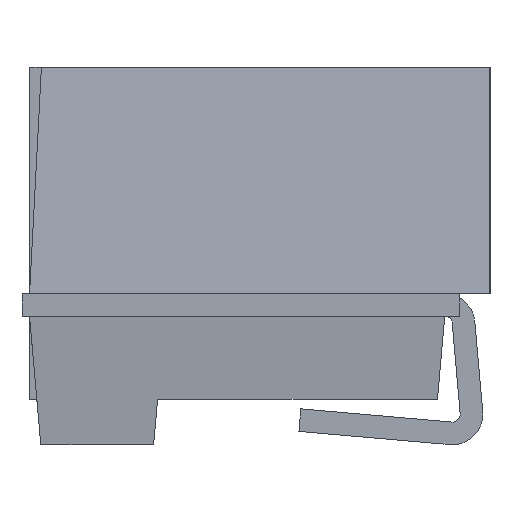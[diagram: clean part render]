
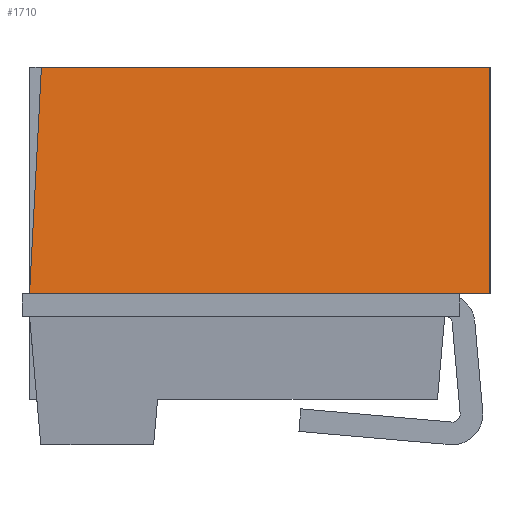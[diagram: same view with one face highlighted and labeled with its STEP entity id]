
A CAD part, left-side view. The second image highlights one B-rep face of the part: STEP entity #1710.
In plain terms, the highlighted planar face has unit normal (-0.996, 0, 0.087).
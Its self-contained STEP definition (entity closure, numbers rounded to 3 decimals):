
#148=FACE_OUTER_BOUND('',#236,.T.);
#236=EDGE_LOOP('',(#1458,#1459,#1460,#1461,#1462));
#241=LINE('',#2283,#439);
#359=LINE('',#2586,#557);
#371=LINE('',#2608,#569);
#407=LINE('',#2678,#605);
#435=LINE('',#2734,#633);
#439=VECTOR('',#1841,1.508);
#557=VECTOR('',#2133,1.506);
#569=VECTOR('',#2151,2.85);
#605=VECTOR('',#2213,2.971);
#633=VECTOR('',#2269,0.2);
#634=VERTEX_POINT('',#2276);
#637=VERTEX_POINT('',#2281);
#651=VERTEX_POINT('',#2317);
#734=VERTEX_POINT('',#2584);
#735=VERTEX_POINT('',#2585);
#781=EDGE_CURVE('',#637,#634,#241,.T.);
#931=EDGE_CURVE('',#734,#735,#359,.T.);
#943=EDGE_CURVE('',#637,#651,#371,.T.);
#979=EDGE_CURVE('',#734,#634,#407,.T.);
#1007=EDGE_CURVE('',#651,#735,#435,.T.);
#1458=ORIENTED_EDGE('',*,*,#781,.F.);
#1459=ORIENTED_EDGE('',*,*,#943,.T.);
#1460=ORIENTED_EDGE('',*,*,#1007,.T.);
#1461=ORIENTED_EDGE('',*,*,#931,.F.);
#1462=ORIENTED_EDGE('',*,*,#979,.T.);
#1538=PLANE('',#1832);
#1710=ADVANCED_FACE('',(#148),#1538,.T.);
#1832=AXIS2_PLACEMENT_3D('',#2735,#2270,#2271);
#1841=DIRECTION('',(0.087,-0.052,0.995));
#2133=DIRECTION('',(-0.087,0.,-0.996));
#2151=DIRECTION('',(0.,-1.,0.));
#2213=DIRECTION('',(0.,1.,0.));
#2269=DIRECTION('',(0.,-1.,0.));
#2270=DIRECTION('center_axis',(-0.996,0.,0.087));
#2271=DIRECTION('ref_axis',(-0.087,0.,-0.996));
#2276=CARTESIAN_POINT('',(-3.169,1.321,2.212));
#2281=CARTESIAN_POINT('',(-3.3,1.4,0.712));
#2283=CARTESIAN_POINT('',(-3.3,1.4,0.712));
#2317=CARTESIAN_POINT('',(-3.3,-1.45,0.712));
#2584=CARTESIAN_POINT('',(-3.169,-1.65,2.212));
#2585=CARTESIAN_POINT('',(-3.3,-1.65,0.712));
#2586=CARTESIAN_POINT('',(-3.3,-1.65,0.712));
#2608=CARTESIAN_POINT('',(-3.3,-1.35,0.712));
#2678=CARTESIAN_POINT('',(-3.169,-1.6,2.212));
#2734=CARTESIAN_POINT('',(-3.3,-1.35,0.712));
#2735=CARTESIAN_POINT('Origin',(-3.234,-0.85,1.462));
